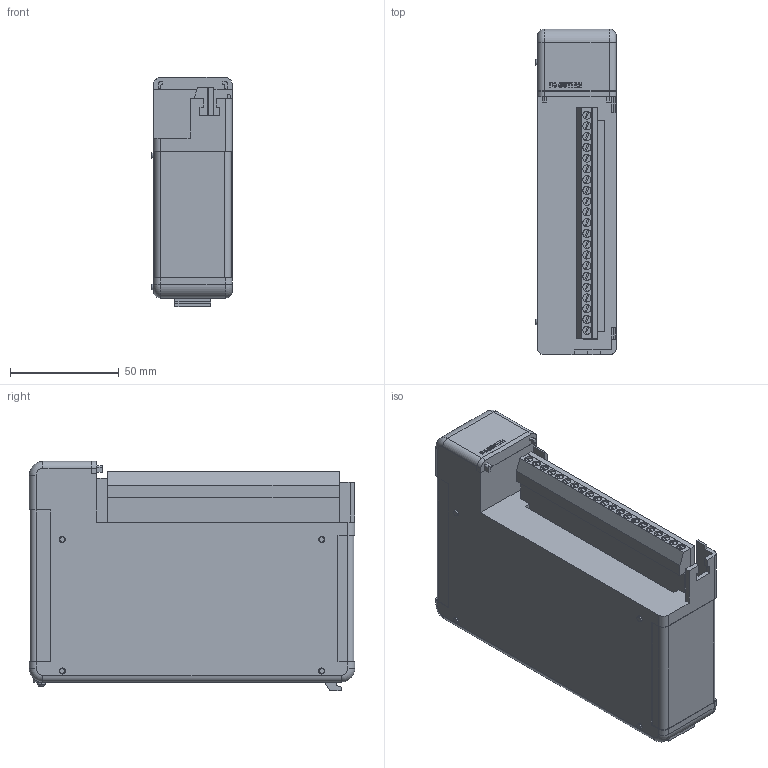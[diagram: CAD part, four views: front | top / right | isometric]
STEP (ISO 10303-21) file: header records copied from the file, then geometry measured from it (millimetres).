
FILE_DESCRIPTION (( 'STEP AP214' ), '1' );
FILE_NAME ('F4-08THM.step', '2014-09-23T18:07:07', ( '' ), ( '' ), 'SwSTEP 2.0', 'SolidWorks 2014', '' );
FILE_SCHEMA (( 'AUTOMOTIVE_DESIGN' ));
Length unit declared in the file: inch
Products named in the file (1): F4-08THM
Bounding box: 36.96 x 149.99 x 105.56 mm (x, y, z)
Volume: 422898.4 mm3; surface area: 65981.4 mm2
Topology: 11 solids, 11 shells, 450 faces, 1100 edges, 728 vertices
Faces by surface type: plane 325, cylinder 77, bspline 30, cone 10, torus 8
Entity records: 18623 total; most frequent: CARTESIAN_POINT 3931, ORIENTED_EDGE 2200, DIRECTION 2058, EDGE_CURVE 1100, VECTOR 858, LINE 858, VERTEX_POINT 728, AXIS2_PLACEMENT_3D 600
